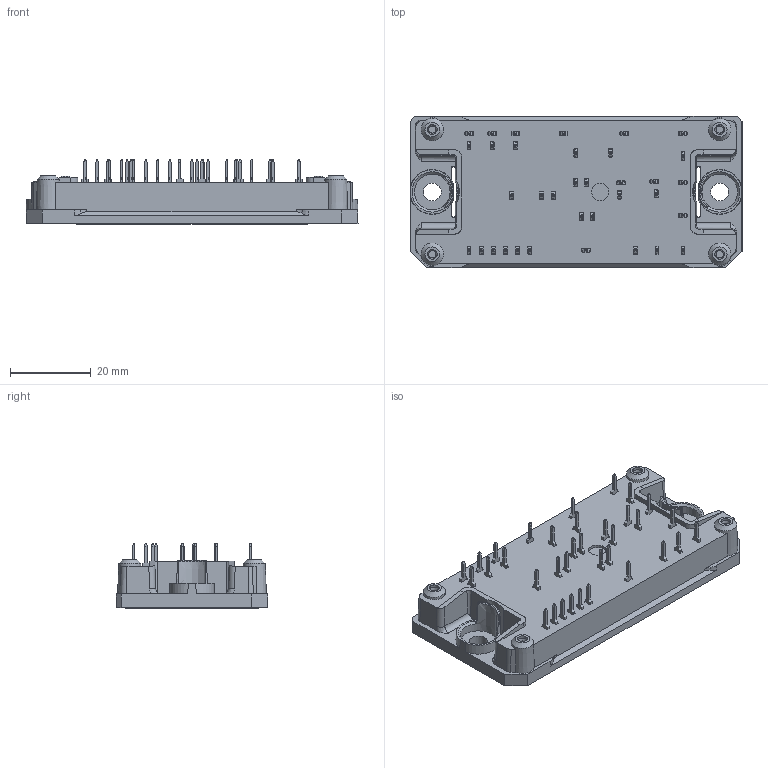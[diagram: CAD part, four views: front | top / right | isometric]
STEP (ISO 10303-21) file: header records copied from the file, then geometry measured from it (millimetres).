
FILE_DESCRIPTION(/* description */ ('Unknown'),/* implementation_level */ '2;1');
FILE_NAME(/* name */ 'Flow1-4T12ZC-PB10(350)-01-OL',/* time_stamp */ '2021-07-08T13:02:23+02:00',/* author */ ('Unknown'),/* organization */ ('Unknown'),/* preprocessor_version */ 'ST-DEVELOPER v16.7',/* originating_system */ 'Solid Edge',/* authorisation */ 'Unknown');
FILE_SCHEMA (('AUTOMOTIVE_DESIGN {1 0 10303 214 3 1 1}'));
Products named in the file (1): Flow1-4T12ZC-PB10-OL
Bounding box: 82 x 37.4 x 15.92 mm (x, y, z)
Volume: 25975.8 mm3; surface area: 11641.3 mm2
Topology: 1 solids, 1 shells, 1598 faces, 4515 edges, 2993 vertices
Faces by surface type: plane 848, cylinder 547, bspline 157, cone 34, sphere 8, torus 4
Full cylindrical faces by diameter (mm): 2.4 x4, 4.3 x1, 4.4 x2
Entity records: 66485 total; most frequent: CARTESIAN_POINT 14634, ORIENTED_EDGE 8932, DIRECTION 8056, EDGE_CURVE 4466, VERTEX_POINT 2978, LINE 2764, VECTOR 2764, AXIS2_PLACEMENT_3D 2646
